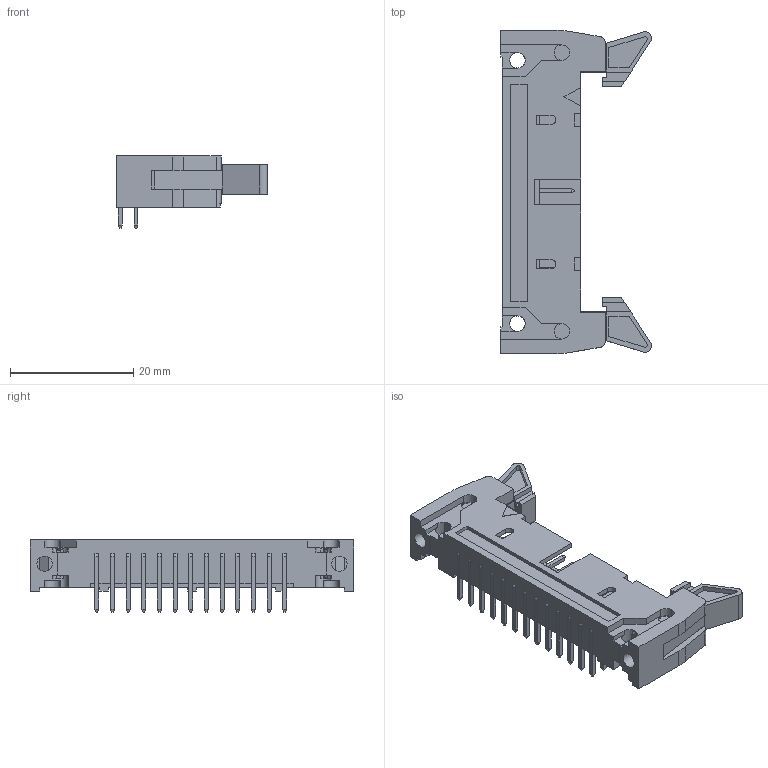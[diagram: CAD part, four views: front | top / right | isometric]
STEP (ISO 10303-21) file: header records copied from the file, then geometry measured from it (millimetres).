
FILE_DESCRIPTION(/* description */ ('Unknown'),/* implementation_level */ '2;1');
FILE_NAME(/* name */ 'J_Wurth_WR-BHD_61202622121',/* time_stamp */ '2025-05-15T11:15:05+08:00',/* author */ ('Unknown'),/* organization */ ('Unknown'),/* preprocessor_version */ 'ST-DEVELOPER v19.4',/* originating_system */ 'Solid Edge',/* authorisation */ 'Unknown');
FILE_SCHEMA (('AUTOMOTIVE_DESIGN {1 0 10303 214 3 1 1}'));
Length unit declared in the file: millimetre
Products named in the file (2): J_Wurth_WR-BHD_61202622121
Assembly tree (1 placements, depth 2):
  J_Wurth_WR-BHD_61202622121
    J_Wurth_WR-BHD_61202622121
Bounding box: 24.5 x 52.52 x 11.71 mm (x, y, z)
Volume: 3603.2 mm3; surface area: 6438.8 mm2
Topology: 29 solids, 29 shells, 803 faces, 2078 edges, 1309 vertices
Faces by surface type: plane 743, cylinder 60
Full cylindrical faces by diameter (mm): 2.5 x16
Entity records: 24053 total; most frequent: CARTESIAN_POINT 4174, ORIENTED_EDGE 4122, DIRECTION 3811, EDGE_CURVE 2061, LINE 1921, VECTOR 1921, VERTEX_POINT 1308, AXIS2_PLACEMENT_3D 945
